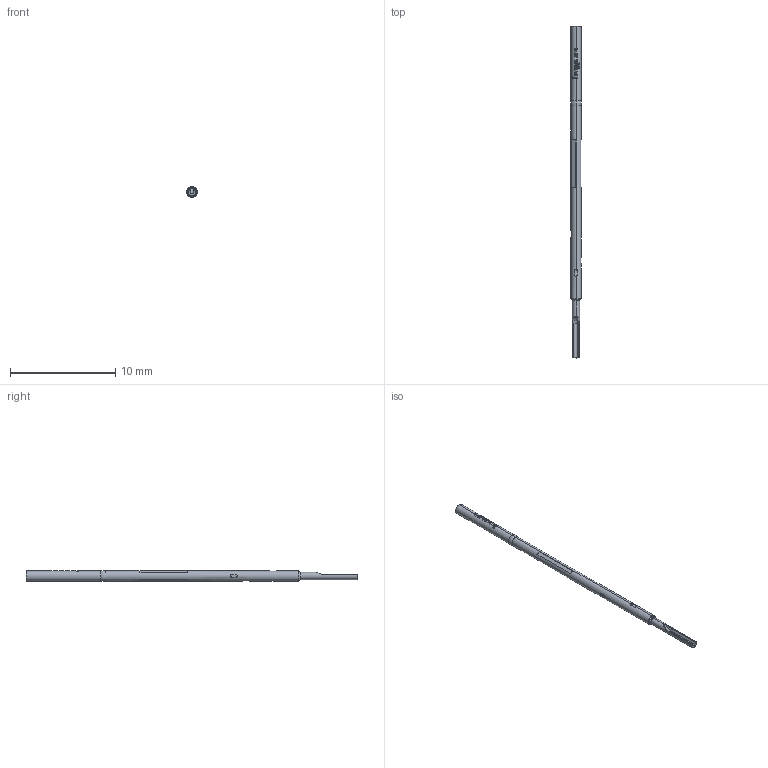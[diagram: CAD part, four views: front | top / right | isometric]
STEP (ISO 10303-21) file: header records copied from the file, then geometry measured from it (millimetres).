
FILE_DESCRIPTION (( 'STEP AP203' ), '1' );
FILE_NAME ('INGUN_KS-550_30_E08.STEP', '2022-02-09T05:30:11', ( 'ochi' ), ( '' ), 'SwSTEP 2.0', 'SolidWorks 2018', '' );
FILE_SCHEMA (( 'CONFIG_CONTROL_DESIGN' ));
Length unit declared in the file: millimetre
Products named in the file (1): INGUN_KS-550_30_E08
Bounding box: 1.03 x 31.6 x 1.04 mm (x, y, z)
Volume: 20.2 mm3; surface area: 92.5 mm2
Topology: 1 solids, 1 shells, 130 faces, 350 edges, 228 vertices
Faces by surface type: plane 57, cylinder 39, bspline 25, torus 7, cone 2
Entity records: 4551 total; most frequent: CARTESIAN_POINT 1387, ORIENTED_EDGE 700, DIRECTION 575, EDGE_CURVE 350, VERTEX_POINT 228, AXIS2_PLACEMENT_3D 224, EDGE_LOOP 136, ADVANCED_FACE 130
